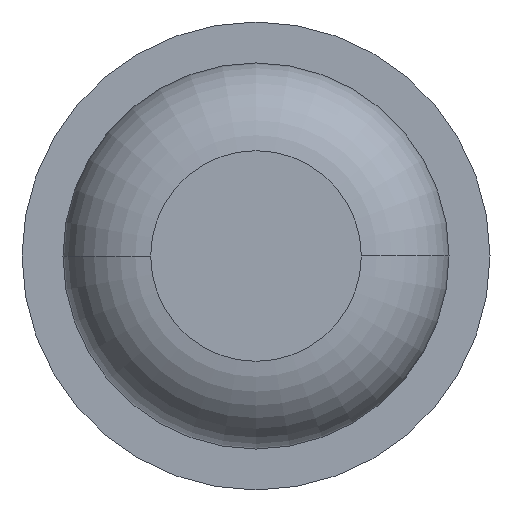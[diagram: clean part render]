
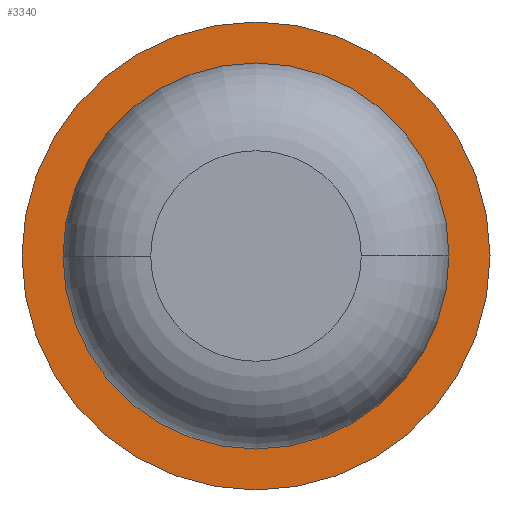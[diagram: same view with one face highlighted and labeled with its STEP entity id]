
A CAD part, front view. The second image highlights one B-rep face of the part: STEP entity #3340.
In plain terms, the highlighted planar face has unit normal (0, -1, 0).
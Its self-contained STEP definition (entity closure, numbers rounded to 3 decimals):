
#85 = AXIS2_PLACEMENT_3D ( 'NONE', #3194, #2867, #2576 ) ;
#135 = CIRCLE ( 'NONE', #633, 1. ) ;
#309 = CIRCLE ( 'NONE', #450, 0.825 ) ;
#412 = CIRCLE ( 'NONE', #872, 0.825 ) ;
#450 = AXIS2_PLACEMENT_3D ( 'NONE', #2043, #2336, #3499 ) ;
#590 = CARTESIAN_POINT ( 'NONE',  ( 0.825, -6., 0. ) ) ;
#603 = VERTEX_POINT ( 'NONE', #1081 ) ;
#633 = AXIS2_PLACEMENT_3D ( 'NONE', #2473, #2460, #1002 ) ;
#650 = EDGE_CURVE ( 'Defeature ausgef�hrt1_37+Defeature ausgef�hrt1_36+Defeature ausgef�hrt1_36+Defeature ausgef�hrt1_36', #3464, #603, #135, .T. ) ;
#872 = AXIS2_PLACEMENT_3D ( 'NONE', #1198, #898, #2055 ) ;
#898 = DIRECTION ( 'NONE',  ( 0., 1., 0. ) ) ;
#1002 = DIRECTION ( 'NONE',  ( -1., 0., 0. ) ) ;
#1081 = CARTESIAN_POINT ( 'NONE',  ( -1., -6., 0. ) ) ;
#1120 = VERTEX_POINT ( 'NONE', #2439 ) ;
#1185 = EDGE_LOOP ( 'NONE', ( #2450, #1239 ) ) ;
#1198 = CARTESIAN_POINT ( 'NONE',  ( 0., -6., 0. ) ) ;
#1239 = ORIENTED_EDGE ( 'NONE', *, *, #650, .F. ) ;
#1285 = CARTESIAN_POINT ( 'NONE',  ( 1., -6., 0. ) ) ;
#1313 = ORIENTED_EDGE ( 'NONE', *, *, #1776, .T. ) ;
#1583 = CIRCLE ( 'NONE', #85, 1. ) ;
#1776 = EDGE_CURVE ( 'Defeature ausgef�hrt1_36+Defeature ausgef�hrt1_31+Defeature ausgef�hrt1_31+Defeature ausgef�hrt1_31', #2875, #1120, #309, .T. ) ;
#2043 = CARTESIAN_POINT ( 'NONE',  ( 0., -6., 0. ) ) ;
#2055 = DIRECTION ( 'NONE',  ( -1., 0., 0. ) ) ;
#2060 = FACE_BOUND ( 'NONE', #3645, .T. ) ;
#2103 = FACE_OUTER_BOUND ( 'NONE', #1185, .T. ) ;
#2336 = DIRECTION ( 'NONE',  ( 0., 1., 0. ) ) ;
#2439 = CARTESIAN_POINT ( 'NONE',  ( -0.825, -6., 0. ) ) ;
#2450 = ORIENTED_EDGE ( 'NONE', *, *, #3654, .F. ) ;
#2460 = DIRECTION ( 'NONE',  ( 0., 1., 0. ) ) ;
#2473 = CARTESIAN_POINT ( 'NONE',  ( 0., -6., 0. ) ) ;
#2483 = ORIENTED_EDGE ( 'NONE', *, *, #3216, .T. ) ;
#2576 = DIRECTION ( 'NONE',  ( -1., 0., 0. ) ) ;
#2722 = DIRECTION ( 'NONE',  ( -1., 0., 0. ) ) ;
#2867 = DIRECTION ( 'NONE',  ( 0., 1., 0. ) ) ;
#2875 = VERTEX_POINT ( 'NONE', #3114 ) ;
#3005 = DIRECTION ( 'NONE',  ( 0., 1., 0. ) ) ;
#3114 = CARTESIAN_POINT ( 'NONE',  ( 0.825, -6., 0. ) ) ;
#3194 = CARTESIAN_POINT ( 'NONE',  ( 0., -6., 0. ) ) ;
#3216 = EDGE_CURVE ( 'Defeature ausgef�hrt1_36+Defeature ausgef�hrt1_31+Defeature ausgef�hrt1_31+Defeature ausgef�hrt1_31', #1120, #2875, #412, .T. ) ;
#3340 = ADVANCED_FACE ( 'Defeature ausgef�hrt1_36', ( #2103, #2060 ), #3496, .F. ) ;
#3421 = AXIS2_PLACEMENT_3D ( 'NONE', #590, #3005, #2722 ) ;
#3464 = VERTEX_POINT ( 'NONE', #1285 ) ;
#3496 = PLANE ( 'NONE',  #3421 ) ;
#3499 = DIRECTION ( 'NONE',  ( -1., 0., 0. ) ) ;
#3645 = EDGE_LOOP ( 'NONE', ( #2483, #1313 ) ) ;
#3654 = EDGE_CURVE ( 'Defeature ausgef�hrt1_37+Defeature ausgef�hrt1_36+Defeature ausgef�hrt1_36+Defeature ausgef�hrt1_36', #603, #3464, #1583, .T. ) ;
